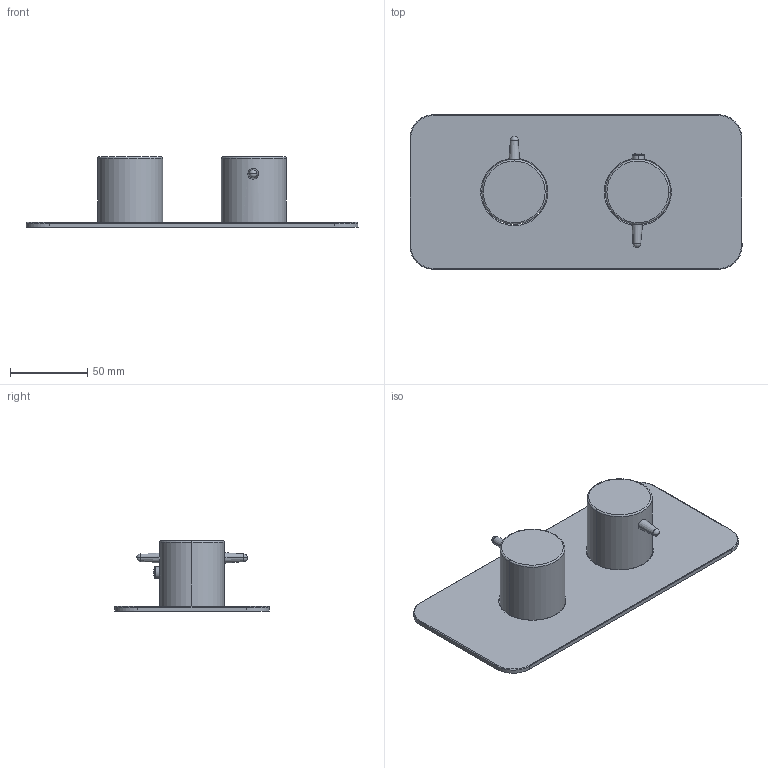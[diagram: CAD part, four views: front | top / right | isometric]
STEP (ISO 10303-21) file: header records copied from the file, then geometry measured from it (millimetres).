
FILE_DESCRIPTION (( 'STEP AP203' ), '1' );
FILE_NAME ('KED020L_V10623.STEP', '2023-06-16T10:16:23', ( '' ), ( '' ), 'SwSTEP 2.0', 'SolidWorks 2019', '' );
FILE_SCHEMA (( 'CONFIG_CONTROL_DESIGN' ));
Length unit declared in the file: millimetre
Products named in the file (4): Handles; Finish Plate_v10523_KED020 - 15mm radius; KED020L_V10623; Handles_thermo
Assembly tree (3 placements, depth 2):
  KED020L_V10623
    Finish Plate_v10523_KED020 - 15mm radius
    Handles_thermo
    Handles
Bounding box: 215 x 100 x 45.5 mm (x, y, z)
Volume: 180500.2 mm3; surface area: 57243.1 mm2
Topology: 3 solids, 3 shells, 57 faces, 129 edges, 78 vertices
Faces by surface type: cylinder 22, torus 14, plane 12, sphere 5, cone 4
Entity records: 2134 total; most frequent: CARTESIAN_POINT 451, DIRECTION 312, ORIENTED_EDGE 236, AXIS2_PLACEMENT_3D 137, EDGE_CURVE 118, CIRCLE 74, VERTEX_POINT 72, EDGE_LOOP 66
